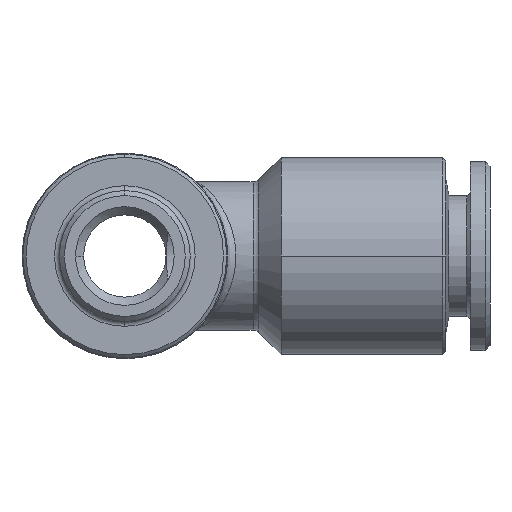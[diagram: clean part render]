
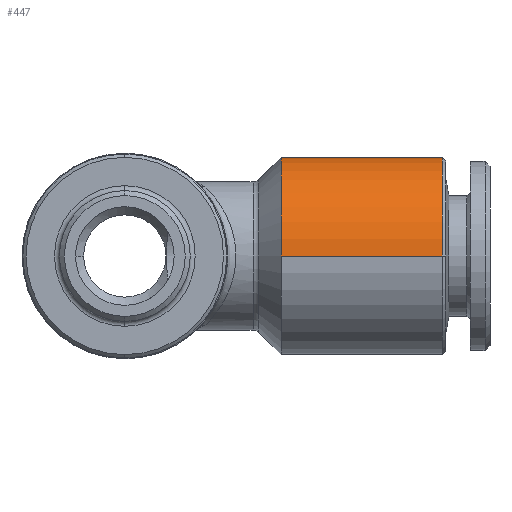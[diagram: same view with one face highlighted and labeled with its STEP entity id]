
A CAD part, front view. The second image highlights one B-rep face of the part: STEP entity #447.
In plain terms, the highlighted cylindrical face has radius 6 mm (diameter 12 mm), a partial arc.
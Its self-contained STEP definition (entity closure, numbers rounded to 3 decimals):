
#323 = VERTEX_POINT ( 'NONE', #2396 ) ;
#347 = EDGE_CURVE ( 'NONE', #489, #323, #2465, .T. ) ;
#434 = ORIENTED_EDGE ( 'NONE', *, *, #455, .T. ) ;
#436 = ORIENTED_EDGE ( 'NONE', *, *, #444, .T. ) ;
#444 = EDGE_CURVE ( 'NONE', #485, #323, #2676, .T. ) ;
#445 = ORIENTED_EDGE ( 'NONE', *, *, #347, .F. ) ;
#447 = ADVANCED_FACE ( 'NONE', ( #2672 ), #2670, .T. ) ;
#448 = EDGE_LOOP ( 'NONE', ( #434, #436, #445, #596, #592 ) ) ;
#455 = EDGE_CURVE ( 'NONE', #456, #485, #2657, .T. ) ;
#456 = VERTEX_POINT ( 'NONE', #2652 ) ;
#485 = VERTEX_POINT ( 'NONE', #2712 ) ;
#489 = VERTEX_POINT ( 'NONE', #2765 ) ;
#534 = EDGE_CURVE ( 'NONE', #456, #536, #2805, .T. ) ;
#535 = EDGE_CURVE ( 'NONE', #536, #489, #2801, .T. ) ;
#536 = VERTEX_POINT ( 'NONE', #2859 ) ;
#592 = ORIENTED_EDGE ( 'NONE', *, *, #534, .F. ) ;
#596 = ORIENTED_EDGE ( 'NONE', *, *, #535, .F. ) ;
#2396 = CARTESIAN_POINT ( 'NONE',  ( 9.5, 6., 0. ) ) ;
#2421 = CARTESIAN_POINT ( 'NONE',  ( 9.5, 0., 0. ) ) ;
#2462 = DIRECTION ( 'NONE',  ( 0., 0., -1. ) ) ;
#2463 = DIRECTION ( 'NONE',  ( -1., 0., 0. ) ) ;
#2464 = AXIS2_PLACEMENT_3D ( 'NONE', #2421, #2463, #2462 ) ;
#2465 = CIRCLE ( 'NONE', #2464, 6. ) ;
#2652 = CARTESIAN_POINT ( 'NONE',  ( 19.3, -6., 0. ) ) ;
#2653 = DIRECTION ( 'NONE',  ( 0., -1., 0. ) ) ;
#2654 = DIRECTION ( 'NONE',  ( -1., 0., 0. ) ) ;
#2655 = CARTESIAN_POINT ( 'NONE',  ( 19.3, 0., 0. ) ) ;
#2656 = AXIS2_PLACEMENT_3D ( 'NONE', #2655, #2654, #2653 ) ;
#2657 = CIRCLE ( 'NONE', #2656, 6. ) ;
#2666 = DIRECTION ( 'NONE',  ( 0., -1., 0. ) ) ;
#2667 = DIRECTION ( 'NONE',  ( -1., 0., 0. ) ) ;
#2668 = CARTESIAN_POINT ( 'NONE',  ( 0., 0., 0. ) ) ;
#2669 = AXIS2_PLACEMENT_3D ( 'NONE', #2668, #2667, #2666 ) ;
#2670 = CYLINDRICAL_SURFACE ( 'NONE', #2669, 6. ) ;
#2672 = FACE_OUTER_BOUND ( 'NONE', #448, .T. ) ;
#2673 = DIRECTION ( 'NONE',  ( -1., 0., 0. ) ) ;
#2674 = VECTOR ( 'NONE', #2673, 1000. ) ;
#2675 = CARTESIAN_POINT ( 'NONE',  ( 0., 6., 0. ) ) ;
#2676 = LINE ( 'NONE', #2675, #2674 ) ;
#2712 = CARTESIAN_POINT ( 'NONE',  ( 19.3, 6., 0. ) ) ;
#2765 = CARTESIAN_POINT ( 'NONE',  ( 9.5, 0., 6. ) ) ;
#2801 = CIRCLE ( 'NONE', #2863, 6. ) ;
#2802 = DIRECTION ( 'NONE',  ( -1., 0., 0. ) ) ;
#2803 = VECTOR ( 'NONE', #2802, 1000. ) ;
#2804 = CARTESIAN_POINT ( 'NONE',  ( 0., -6., 0. ) ) ;
#2805 = LINE ( 'NONE', #2804, #2803 ) ;
#2859 = CARTESIAN_POINT ( 'NONE',  ( 9.5, -6., 0. ) ) ;
#2860 = DIRECTION ( 'NONE',  ( 0., 0., -1. ) ) ;
#2861 = DIRECTION ( 'NONE',  ( -1., 0., 0. ) ) ;
#2862 = CARTESIAN_POINT ( 'NONE',  ( 9.5, 0., 0. ) ) ;
#2863 = AXIS2_PLACEMENT_3D ( 'NONE', #2862, #2861, #2860 ) ;
